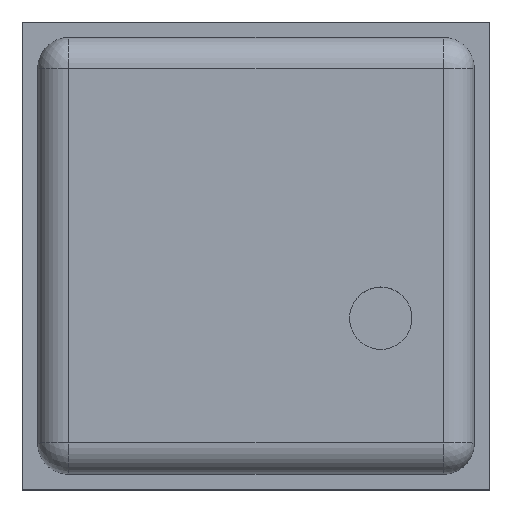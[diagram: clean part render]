
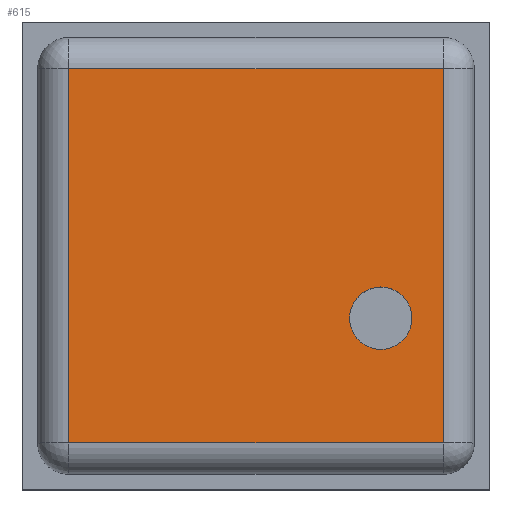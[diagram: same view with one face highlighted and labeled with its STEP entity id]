
A CAD part, top view. The second image highlights one B-rep face of the part: STEP entity #615.
In plain terms, the highlighted planar face has unit normal (0, 0, 1).
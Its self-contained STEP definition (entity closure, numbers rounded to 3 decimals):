
#2=CARTESIAN_POINT('',(0.8,-0.4,0.));
#3=DIRECTION('',(0.,0.,1.));
#4=DIRECTION('',(-1.,0.,0.));
#5=AXIS2_PLACEMENT_3D('',#2,#3,#4);
#7=CARTESIAN_POINT('',(0.8,-0.4,0.));
#8=DIRECTION('',(0.,0.,1.));
#9=DIRECTION('',(1.,0.,0.));
#10=AXIS2_PLACEMENT_3D('',#7,#8,#9);
#12=DIRECTION('',(0.,1.,0.));
#13=VECTOR('',#12,2.4);
#14=CARTESIAN_POINT('',(1.2,-1.2,0.));
#15=LINE('',#14,#13);
#16=DIRECTION('',(1.,0.,0.));
#17=VECTOR('',#16,2.4);
#18=CARTESIAN_POINT('',(-1.2,-1.2,0.));
#19=LINE('',#18,#17);
#20=DIRECTION('',(0.,-1.,0.));
#21=VECTOR('',#20,2.4);
#22=CARTESIAN_POINT('',(-1.2,1.2,0.));
#23=LINE('',#22,#21);
#24=DIRECTION('',(-1.,0.,0.));
#25=VECTOR('',#24,2.4);
#26=CARTESIAN_POINT('',(1.2,1.2,0.));
#27=LINE('',#26,#25);
#542=CARTESIAN_POINT('',(0.6,-0.4,0.));
#543=CARTESIAN_POINT('',(1.,-0.4,0.));
#544=VERTEX_POINT('',#542);
#545=VERTEX_POINT('',#543);
#560=CARTESIAN_POINT('',(1.2,-1.2,0.));
#561=CARTESIAN_POINT('',(1.2,1.2,0.));
#562=VERTEX_POINT('',#560);
#563=VERTEX_POINT('',#561);
#570=CARTESIAN_POINT('',(-1.2,-1.2,0.));
#571=VERTEX_POINT('',#570);
#580=CARTESIAN_POINT('',(-1.2,1.2,0.));
#581=VERTEX_POINT('',#580);
#594=CARTESIAN_POINT('',(0.,0.,0.));
#595=DIRECTION('',(0.,0.,1.));
#596=DIRECTION('',(1.,0.,0.));
#597=AXIS2_PLACEMENT_3D('',#594,#595,#596);
#598=PLANE('',#597);
#600=ORIENTED_EDGE('',*,*,#599,.F.);
#602=ORIENTED_EDGE('',*,*,#601,.F.);
#604=ORIENTED_EDGE('',*,*,#603,.F.);
#606=ORIENTED_EDGE('',*,*,#605,.F.);
#607=EDGE_LOOP('',(#600,#602,#604,#606));
#608=FACE_OUTER_BOUND('',#607,.F.);
#610=ORIENTED_EDGE('',*,*,#609,.T.);
#612=ORIENTED_EDGE('',*,*,#611,.T.);
#613=EDGE_LOOP('',(#610,#612));
#614=FACE_BOUND('',#613,.F.);
#6=CIRCLE('',#5,0.2);
#11=CIRCLE('',#10,0.2);
#599=EDGE_CURVE('',#562,#563,#15,.T.);
#601=EDGE_CURVE('',#571,#562,#19,.T.);
#603=EDGE_CURVE('',#581,#571,#23,.T.);
#605=EDGE_CURVE('',#563,#581,#27,.T.);
#609=EDGE_CURVE('',#544,#545,#6,.T.);
#611=EDGE_CURVE('',#545,#544,#11,.T.);
#615=ADVANCED_FACE('',(#608,#614),#598,.T.);
